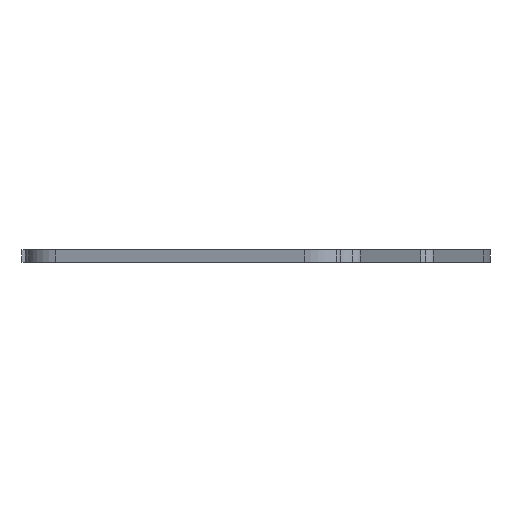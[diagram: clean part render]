
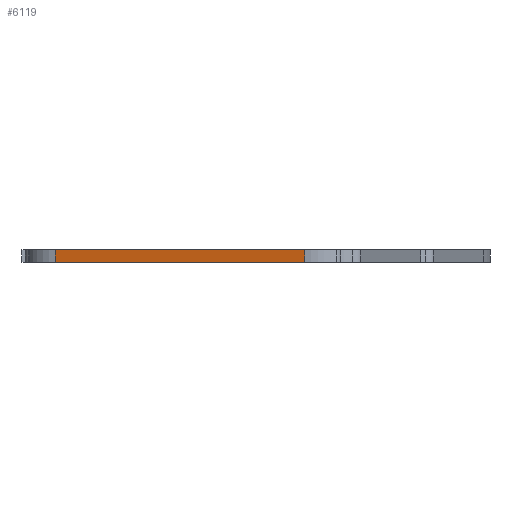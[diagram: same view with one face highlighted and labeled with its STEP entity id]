
A CAD part, left-side view. The second image highlights one B-rep face of the part: STEP entity #6119.
In plain terms, the highlighted planar face has unit normal (-0.966, 0.259, 0).
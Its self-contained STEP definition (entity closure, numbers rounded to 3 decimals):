
#6090 = EDGE_CURVE('',#6091,#6093,#6095,.T.);
#6091 = VERTEX_POINT('',#6092);
#6092 = CARTESIAN_POINT('',(-143.061,30.813,5.));
#6093 = VERTEX_POINT('',#6094);
#6094 = CARTESIAN_POINT('',(-143.061,30.813,8.));
#6095 = LINE('',#6096,#6097);
#6096 = CARTESIAN_POINT('',(-143.061,30.813,5.));
#6097 = VECTOR('',#6098,1.);
#6098 = DIRECTION('',(0.,0.,1.));
#6119 = ADVANCED_FACE('',(#6120),#6145,.T.);
#6120 = FACE_BOUND('',#6121,.T.);
#6121 = EDGE_LOOP('',(#6122,#6123,#6131,#6139));
#6122 = ORIENTED_EDGE('',*,*,#6090,.T.);
#6123 = ORIENTED_EDGE('',*,*,#6124,.T.);
#6124 = EDGE_CURVE('',#6093,#6125,#6127,.T.);
#6125 = VERTEX_POINT('',#6126);
#6126 = CARTESIAN_POINT('',(-126.401,92.992,8.));
#6127 = LINE('',#6128,#6129);
#6128 = CARTESIAN_POINT('',(-143.061,30.813,8.));
#6129 = VECTOR('',#6130,1.);
#6130 = DIRECTION('',(0.259,0.966,0.));
#6131 = ORIENTED_EDGE('',*,*,#6132,.F.);
#6132 = EDGE_CURVE('',#6133,#6125,#6135,.T.);
#6133 = VERTEX_POINT('',#6134);
#6134 = CARTESIAN_POINT('',(-126.401,92.992,5.));
#6135 = LINE('',#6136,#6137);
#6136 = CARTESIAN_POINT('',(-126.401,92.992,5.));
#6137 = VECTOR('',#6138,1.);
#6138 = DIRECTION('',(0.,0.,1.));
#6139 = ORIENTED_EDGE('',*,*,#6140,.F.);
#6140 = EDGE_CURVE('',#6091,#6133,#6141,.T.);
#6141 = LINE('',#6142,#6143);
#6142 = CARTESIAN_POINT('',(-143.061,30.813,5.));
#6143 = VECTOR('',#6144,1.);
#6144 = DIRECTION('',(0.259,0.966,0.));
#6145 = PLANE('',#6146);
#6146 = AXIS2_PLACEMENT_3D('',#6147,#6148,#6149);
#6147 = CARTESIAN_POINT('',(-143.061,30.813,5.));
#6148 = DIRECTION('',(-0.966,0.259,0.));
#6149 = DIRECTION('',(0.259,0.966,0.));
